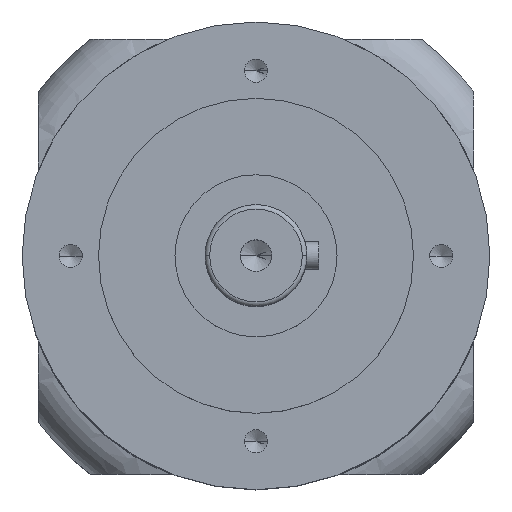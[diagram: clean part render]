
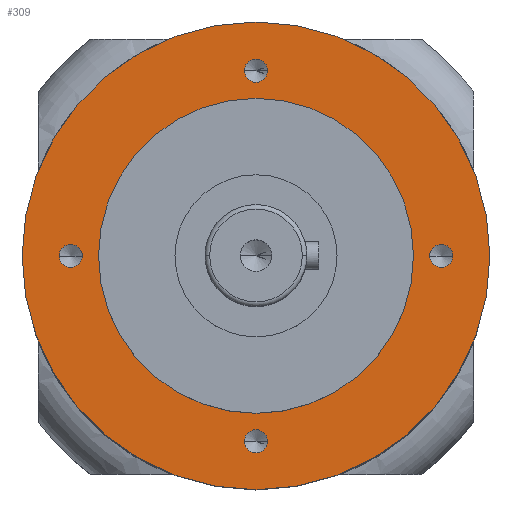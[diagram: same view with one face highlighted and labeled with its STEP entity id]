
A CAD part, top view. The second image highlights one B-rep face of the part: STEP entity #309.
In plain terms, the highlighted planar face has unit normal (0, 0, 1).
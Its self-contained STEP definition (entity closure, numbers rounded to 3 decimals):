
#33 = CARTESIAN_POINT ( 'NONE',  ( 0., 40., -46. ) ) ;
#117 = VERTEX_POINT ( 'NONE', #2260 ) ;
#142 = AXIS2_PLACEMENT_3D ( 'NONE', #2539, #7737, #3292 ) ;
#172 = CIRCLE ( 'NONE', #142, 34. ) ;
#309 = ADVANCED_FACE ( 'NONE', ( #4756, #1030, #8702, #4987, #2793, #2997 ), #2035, .F. ) ;
#318 = EDGE_CURVE ( 'NONE', #5210, #9201, #791, .T. ) ;
#325 = VERTEX_POINT ( 'NONE', #9457 ) ;
#426 = CIRCLE ( 'NONE', #6033, 2.5 ) ;
#535 = ORIENTED_EDGE ( 'NONE', *, *, #6065, .F. ) ;
#545 = DIRECTION ( 'NONE',  ( -1., 0., 0. ) ) ;
#636 = DIRECTION ( 'NONE',  ( 0., 0., 1. ) ) ;
#746 = CIRCLE ( 'NONE', #5065, 2.5 ) ;
#791 = CIRCLE ( 'NONE', #3872, 34. ) ;
#820 = CARTESIAN_POINT ( 'NONE',  ( -34., 0., -46. ) ) ;
#1003 = CARTESIAN_POINT ( 'NONE',  ( -40., 0., -46. ) ) ;
#1030 = FACE_BOUND ( 'NONE', #8616, .T. ) ;
#1189 = ORIENTED_EDGE ( 'NONE', *, *, #6880, .T. ) ;
#1231 = EDGE_CURVE ( 'NONE', #3259, #8005, #746, .T. ) ;
#1383 = CARTESIAN_POINT ( 'NONE',  ( 37.5, 0., -46. ) ) ;
#1461 = AXIS2_PLACEMENT_3D ( 'NONE', #7469, #2999, #8186 ) ;
#1548 = AXIS2_PLACEMENT_3D ( 'NONE', #6369, #1900, #7113 ) ;
#1631 = EDGE_CURVE ( 'NONE', #117, #3666, #1918, .T. ) ;
#1765 = DIRECTION ( 'NONE',  ( 1., 0., 0. ) ) ;
#1854 = DIRECTION ( 'NONE',  ( 0., 0., 1. ) ) ;
#1900 = DIRECTION ( 'NONE',  ( 0., 0., 1. ) ) ;
#1918 = CIRCLE ( 'NONE', #1461, 50.5 ) ;
#2035 = PLANE ( 'NONE',  #5363 ) ;
#2104 = EDGE_LOOP ( 'NONE', ( #5747, #6632 ) ) ;
#2143 = CARTESIAN_POINT ( 'NONE',  ( 34., 0., -46. ) ) ;
#2181 = CIRCLE ( 'NONE', #6733, 2.5 ) ;
#2219 = ORIENTED_EDGE ( 'NONE', *, *, #8074, .F. ) ;
#2260 = CARTESIAN_POINT ( 'NONE',  ( -50.5, 0., -46. ) ) ;
#2355 = EDGE_CURVE ( 'NONE', #325, #3505, #4477, .T. ) ;
#2539 = CARTESIAN_POINT ( 'NONE',  ( 0., 0., -46. ) ) ;
#2602 = CARTESIAN_POINT ( 'NONE',  ( -42.5, 0., -46. ) ) ;
#2673 = DIRECTION ( 'NONE',  ( 0., 0., 1. ) ) ;
#2764 = CARTESIAN_POINT ( 'NONE',  ( 0., 0., -46. ) ) ;
#2793 = FACE_BOUND ( 'NONE', #5131, .T. ) ;
#2918 = EDGE_LOOP ( 'NONE', ( #9373, #6279 ) ) ;
#2986 = DIRECTION ( 'NONE',  ( 1., 0., 0. ) ) ;
#2997 = FACE_OUTER_BOUND ( 'NONE', #9217, .T. ) ;
#2999 = DIRECTION ( 'NONE',  ( 0., 0., 1. ) ) ;
#3020 = AXIS2_PLACEMENT_3D ( 'NONE', #3676, #8850, #4422 ) ;
#3139 = AXIS2_PLACEMENT_3D ( 'NONE', #7129, #2673, #7849 ) ;
#3197 = CARTESIAN_POINT ( 'NONE',  ( 40., 0., -46. ) ) ;
#3259 = VERTEX_POINT ( 'NONE', #8253 ) ;
#3292 = DIRECTION ( 'NONE',  ( 1., 0., 0. ) ) ;
#3505 = VERTEX_POINT ( 'NONE', #2602 ) ;
#3515 = DIRECTION ( 'NONE',  ( 0., 0., 1. ) ) ;
#3534 = EDGE_CURVE ( 'NONE', #3505, #325, #7551, .T. ) ;
#3666 = VERTEX_POINT ( 'NONE', #6106 ) ;
#3676 = CARTESIAN_POINT ( 'NONE',  ( 0., -40., -46. ) ) ;
#3872 = AXIS2_PLACEMENT_3D ( 'NONE', #2764, #3515, #7215 ) ;
#3959 = DIRECTION ( 'NONE',  ( 1., 0., 0. ) ) ;
#4089 = ORIENTED_EDGE ( 'NONE', *, *, #6403, .F. ) ;
#4418 = CARTESIAN_POINT ( 'NONE',  ( 0., -40., -46. ) ) ;
#4422 = DIRECTION ( 'NONE',  ( 1., 0., 0. ) ) ;
#4477 = CIRCLE ( 'NONE', #5187, 2.5 ) ;
#4586 = CIRCLE ( 'NONE', #6157, 50.5 ) ;
#4607 = ORIENTED_EDGE ( 'NONE', *, *, #1631, .T. ) ;
#4709 = EDGE_CURVE ( 'NONE', #6904, #6560, #6407, .T. ) ;
#4756 = FACE_BOUND ( 'NONE', #2918, .T. ) ;
#4856 = ORIENTED_EDGE ( 'NONE', *, *, #4709, .F. ) ;
#4987 = FACE_BOUND ( 'NONE', #2104, .T. ) ;
#4994 = CARTESIAN_POINT ( 'NONE',  ( -2.5, -40., -46. ) ) ;
#5065 = AXIS2_PLACEMENT_3D ( 'NONE', #33, #5226, #2986 ) ;
#5077 = CARTESIAN_POINT ( 'NONE',  ( 0., 0., -46. ) ) ;
#5131 = EDGE_LOOP ( 'NONE', ( #9510, #535 ) ) ;
#5147 = DIRECTION ( 'NONE',  ( 1., 0., 0. ) ) ;
#5187 = AXIS2_PLACEMENT_3D ( 'NONE', #1003, #6230, #1765 ) ;
#5210 = VERTEX_POINT ( 'NONE', #2143 ) ;
#5226 = DIRECTION ( 'NONE',  ( 0., 0., 1. ) ) ;
#5274 = CARTESIAN_POINT ( 'NONE',  ( 42.5, 0., -46. ) ) ;
#5363 = AXIS2_PLACEMENT_3D ( 'NONE', #5774, #5744, #545 ) ;
#5744 = DIRECTION ( 'NONE',  ( 0., 0., -1. ) ) ;
#5747 = ORIENTED_EDGE ( 'NONE', *, *, #2355, .F. ) ;
#5774 = CARTESIAN_POINT ( 'NONE',  ( 0., 50.5, -46. ) ) ;
#5835 = DIRECTION ( 'NONE',  ( 1., 0., 0. ) ) ;
#6033 = AXIS2_PLACEMENT_3D ( 'NONE', #4418, #9599, #5147 ) ;
#6065 = EDGE_CURVE ( 'NONE', #9201, #5210, #172, .T. ) ;
#6106 = CARTESIAN_POINT ( 'NONE',  ( 50.5, 0., -46. ) ) ;
#6157 = AXIS2_PLACEMENT_3D ( 'NONE', #5077, #636, #5835 ) ;
#6230 = DIRECTION ( 'NONE',  ( 0., 0., 1. ) ) ;
#6279 = ORIENTED_EDGE ( 'NONE', *, *, #1231, .F. ) ;
#6328 = CARTESIAN_POINT ( 'NONE',  ( 40., 0., -46. ) ) ;
#6369 = CARTESIAN_POINT ( 'NONE',  ( 0., 40., -46. ) ) ;
#6403 = EDGE_CURVE ( 'NONE', #8512, #8792, #7971, .T. ) ;
#6407 = CIRCLE ( 'NONE', #7726, 2.5 ) ;
#6560 = VERTEX_POINT ( 'NONE', #5274 ) ;
#6632 = ORIENTED_EDGE ( 'NONE', *, *, #3534, .F. ) ;
#6663 = ORIENTED_EDGE ( 'NONE', *, *, #9561, .F. ) ;
#6733 = AXIS2_PLACEMENT_3D ( 'NONE', #6328, #1854, #7061 ) ;
#6880 = EDGE_CURVE ( 'NONE', #3666, #117, #4586, .T. ) ;
#6904 = VERTEX_POINT ( 'NONE', #1383 ) ;
#7061 = DIRECTION ( 'NONE',  ( 1., 0., 0. ) ) ;
#7113 = DIRECTION ( 'NONE',  ( 1., 0., 0. ) ) ;
#7129 = CARTESIAN_POINT ( 'NONE',  ( -40., 0., -46. ) ) ;
#7215 = DIRECTION ( 'NONE',  ( 1., 0., 0. ) ) ;
#7250 = EDGE_LOOP ( 'NONE', ( #2219, #4089 ) ) ;
#7469 = CARTESIAN_POINT ( 'NONE',  ( 0., 0., -46. ) ) ;
#7551 = CIRCLE ( 'NONE', #3139, 2.5 ) ;
#7726 = AXIS2_PLACEMENT_3D ( 'NONE', #3197, #8384, #3959 ) ;
#7737 = DIRECTION ( 'NONE',  ( 0., 0., 1. ) ) ;
#7744 = CIRCLE ( 'NONE', #1548, 2.5 ) ;
#7849 = DIRECTION ( 'NONE',  ( 1., 0., 0. ) ) ;
#7871 = EDGE_CURVE ( 'NONE', #8005, #3259, #7744, .T. ) ;
#7971 = CIRCLE ( 'NONE', #3020, 2.5 ) ;
#8005 = VERTEX_POINT ( 'NONE', #9486 ) ;
#8074 = EDGE_CURVE ( 'NONE', #8792, #8512, #426, .T. ) ;
#8186 = DIRECTION ( 'NONE',  ( 1., 0., 0. ) ) ;
#8253 = CARTESIAN_POINT ( 'NONE',  ( -2.5, 40., -46. ) ) ;
#8384 = DIRECTION ( 'NONE',  ( 0., 0., 1. ) ) ;
#8512 = VERTEX_POINT ( 'NONE', #4994 ) ;
#8616 = EDGE_LOOP ( 'NONE', ( #6663, #4856 ) ) ;
#8702 = FACE_BOUND ( 'NONE', #7250, .T. ) ;
#8792 = VERTEX_POINT ( 'NONE', #9205 ) ;
#8850 = DIRECTION ( 'NONE',  ( 0., 0., 1. ) ) ;
#9201 = VERTEX_POINT ( 'NONE', #820 ) ;
#9205 = CARTESIAN_POINT ( 'NONE',  ( 2.5, -40., -46. ) ) ;
#9217 = EDGE_LOOP ( 'NONE', ( #1189, #4607 ) ) ;
#9373 = ORIENTED_EDGE ( 'NONE', *, *, #7871, .F. ) ;
#9457 = CARTESIAN_POINT ( 'NONE',  ( -37.5, 0., -46. ) ) ;
#9486 = CARTESIAN_POINT ( 'NONE',  ( 2.5, 40., -46. ) ) ;
#9510 = ORIENTED_EDGE ( 'NONE', *, *, #318, .F. ) ;
#9561 = EDGE_CURVE ( 'NONE', #6560, #6904, #2181, .T. ) ;
#9599 = DIRECTION ( 'NONE',  ( 0., 0., 1. ) ) ;
